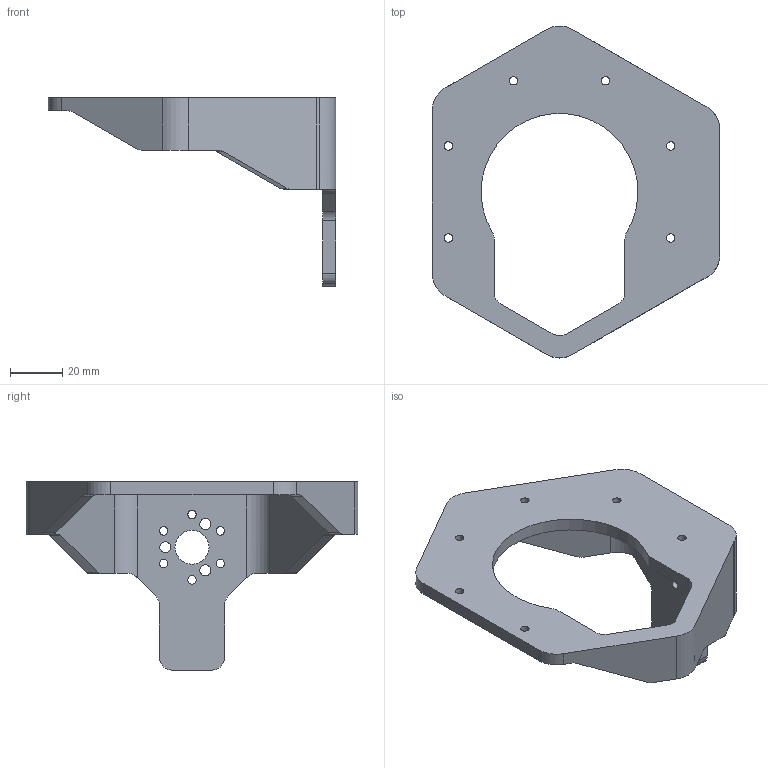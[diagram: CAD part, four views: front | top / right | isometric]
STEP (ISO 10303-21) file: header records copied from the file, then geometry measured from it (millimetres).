
FILE_DESCRIPTION(/* description */ (''),/* implementation_level */ '2;1');
FILE_NAME(/* name */ 'RP_Hip-Link_Left.stp',/* time_stamp */ '2025-07-08T13:22:43+09:00',/* author */ ('佐藤智貴'),/* organization */ (''),/* preprocessor_version */ 'ST-DEVELOPER v20',/* originating_system */ 'Autodesk Inventor 2024',/* authorisation */ '');
FILE_SCHEMA (('AUTOMOTIVE_DESIGN { 1 0 10303 214 3 1 1 }'));
Length unit declared in the file: millimetre
Products named in the file (1): RP_Hip-Link_MIR
Bounding box: 110 x 126.91 x 72 mm (x, y, z)
Volume: 65919.5 mm3; surface area: 30600.8 mm2
Topology: 1 solids, 1 shells, 77 faces, 225 edges, 151 vertices
Faces by surface type: cylinder 47, plane 30
Full cylindrical faces by diameter (mm): 3.2 x12, 4.2 x3, 13 x1
Entity records: 2727 total; most frequent: CARTESIAN_POINT 474, DIRECTION 471, ORIENTED_EDGE 450, EDGE_CURVE 225, AXIS2_PLACEMENT_3D 172, VERTEX_POINT 150, LINE 127, VECTOR 127
